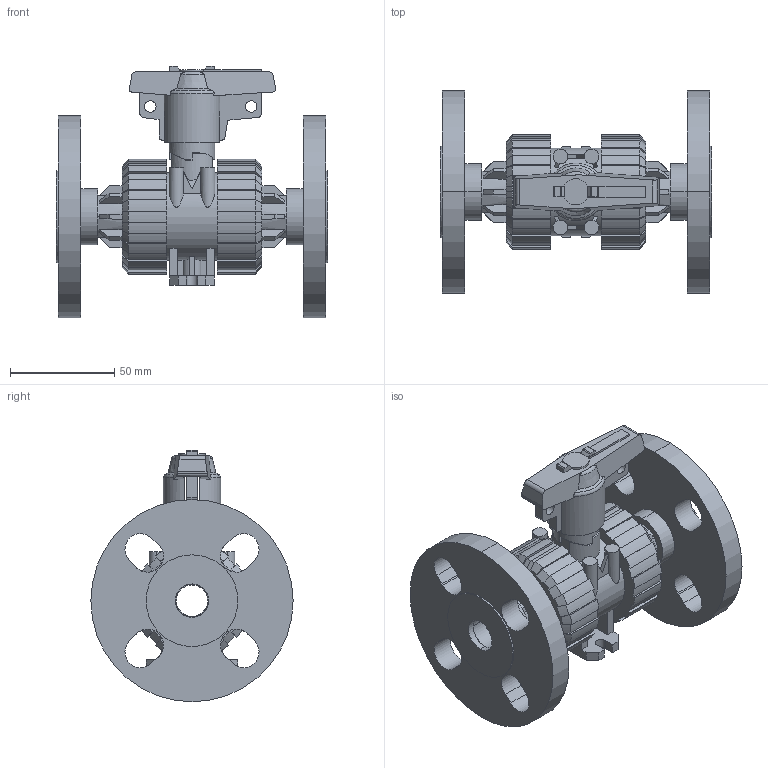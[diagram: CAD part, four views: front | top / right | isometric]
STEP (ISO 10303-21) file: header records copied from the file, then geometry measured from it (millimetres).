
FILE_DESCRIPTION(('STEP AP214'),'1');
FILE_NAME('cctmp_D0EA2136-7606-4B7C-ADC1-A9C7CD8D8252_2022_05_05_11_19_00_0440..stp','2022-05-05T09:19:01',('Praher Valves GmbH'),('CADClick - www.CADClick.com'),'Spatial InterOp 3D',' ','unknown authorization');
FILE_SCHEMA(('AUTOMOTIVE_DESIGN'));
Length unit declared in the file: millimetre
Products named in the file (9): cc_unnamed; 129922A_7; 129922A_6; 129922A_5; 129922A_4; 129922A_3; 129922A_2; 129922A_1; 129922A
Assembly tree (8 placements, depth 2):
  cc_unnamed
    129922A_7
    129922A_6
    129922A_5
    129922A_4
    129922A_3
    129922A_2
    129922A_1
    129922A
Bounding box: 130 x 97 x 120.67 mm (x, y, z)
Volume: 302091.7 mm3; surface area: 101124.4 mm2
Topology: 8 solids, 8 shells, 569 faces, 1620 edges, 1080 vertices
Faces by surface type: plane 271, cylinder 162, cone 80, bspline 48, torus 8
Entity records: 25173 total; most frequent: CARTESIAN_POINT 6047, ORIENTED_EDGE 3240, DIRECTION 2768, EDGE_CURVE 1620, VERTEX_POINT 1080, AXIS2_PLACEMENT_3D 1002, LINE 764, VECTOR 764
